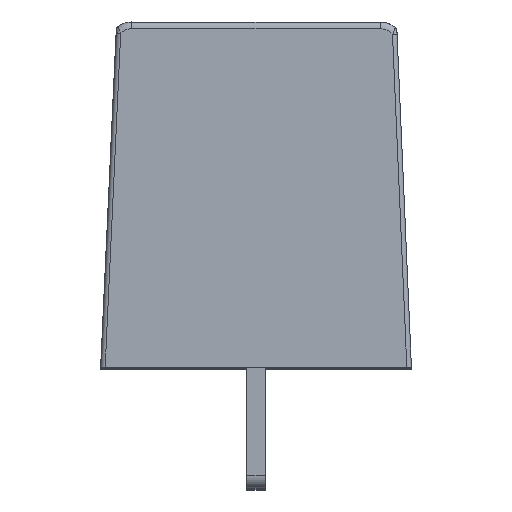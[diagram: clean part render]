
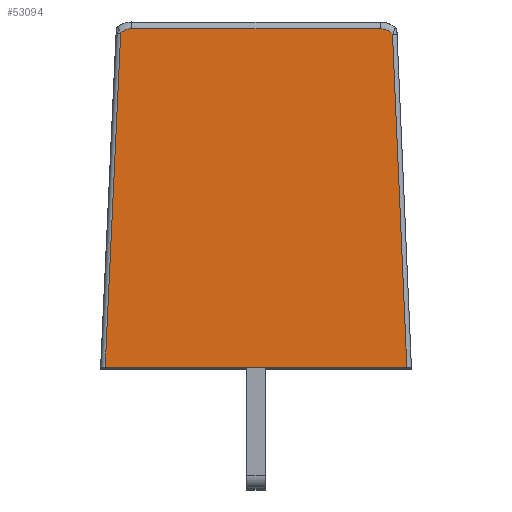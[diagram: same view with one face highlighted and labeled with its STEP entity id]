
A CAD part, top view. The second image highlights one B-rep face of the part: STEP entity #53094.
In plain terms, the highlighted planar face has unit normal (0, 0.01, 1).
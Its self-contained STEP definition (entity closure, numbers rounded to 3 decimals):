
#17956=CARTESIAN_POINT('',(-6.6,0.,
9.2));
#18074=DIRECTION('',(0.046,0.999,-0.01));
#18075=VECTOR('',#18074,14.629);
#18076=CARTESIAN_POINT('',(-6.6,0.,
9.2));
#18077=LINE('',#18076,#18075);
#18078=CARTESIAN_POINT('',(-5.442,14.103,
9.06));
#18079=DIRECTION('',(0.,-0.01,-1.));
#18080=DIRECTION('',(-0.686,0.728,-0.007));
#18081=AXIS2_PLACEMENT_3D('',#18078,#18079,#18080);
#18083=CARTESIAN_POINT('',(5.442,14.103,9.06));
#18084=DIRECTION('',(0.,-0.01,-1.));
#18085=DIRECTION('',(0.,1.,-0.01));
#18086=AXIS2_PLACEMENT_3D('',#18083,#18084,#18085);
#18088=DIRECTION('',(0.043,-0.999,0.01));
#18089=VECTOR('',#18088,14.573);
#18090=CARTESIAN_POINT('',(5.973,14.559,9.055));
#18091=LINE('',#18090,#18089);
#18092=DIRECTION('',(-1.,0.,0.));
#18093=VECTOR('',#18092,13.2);
#18094=CARTESIAN_POINT('',(6.6,0.,
9.2));
#18095=LINE('',#18094,#18093);
#18158=DIRECTION('',(-1.,0.,0.));
#18159=VECTOR('',#18158,10.884);
#18160=CARTESIAN_POINT('',(5.442,14.803,9.053));
#18161=LINE('',#18160,#18159);
#21976=VERTEX_POINT('',#17956);
#21978=CARTESIAN_POINT('',(6.6,0.,
9.2));
#21979=VERTEX_POINT('',#21978);
#22002=CARTESIAN_POINT('',(-5.922,14.612,
9.055));
#22003=VERTEX_POINT('',#22002);
#22004=CARTESIAN_POINT('',(-5.442,14.803,
9.053));
#22005=VERTEX_POINT('',#22004);
#22006=CARTESIAN_POINT('',(5.442,14.803,9.053));
#22007=CARTESIAN_POINT('',(5.973,14.559,9.055));
#22008=VERTEX_POINT('',#22006);
#22009=VERTEX_POINT('',#22007);
#53078=CARTESIAN_POINT('',(0.,7.401,
9.126));
#53079=DIRECTION('',(0.,0.01,1.));
#53080=DIRECTION('',(-1.,0.,0.));
#53081=AXIS2_PLACEMENT_3D('',#53078,#53079,#53080);
#53082=PLANE('',#53081);
#53083=ORIENTED_EDGE('',*,*,#52805,.T.);
#53085=ORIENTED_EDGE('',*,*,#53084,.T.);
#53087=ORIENTED_EDGE('',*,*,#53086,.F.);
#53089=ORIENTED_EDGE('',*,*,#53088,.T.);
#53090=ORIENTED_EDGE('',*,*,#53070,.T.);
#53091=ORIENTED_EDGE('',*,*,#52780,.T.);
#53092=EDGE_LOOP('',(#53083,#53085,#53087,#53089,#53090,#53091));
#53093=FACE_OUTER_BOUND('',#53092,.F.);
#18082=CIRCLE('',#18081,0.7);
#18087=CIRCLE('',#18086,0.7);
#52780=EDGE_CURVE('',#21979,#21976,#18095,.T.);
#52805=EDGE_CURVE('',#21976,#22003,#18077,.T.);
#53070=EDGE_CURVE('',#22009,#21979,#18091,.T.);
#53084=EDGE_CURVE('',#22003,#22005,#18082,.T.);
#53086=EDGE_CURVE('',#22008,#22005,#18161,.T.);
#53088=EDGE_CURVE('',#22008,#22009,#18087,.T.);
#53094=ADVANCED_FACE('',(#53093),#53082,.T.);
